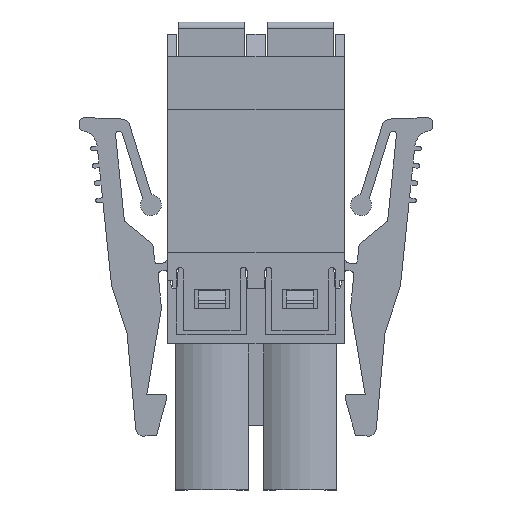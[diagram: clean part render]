
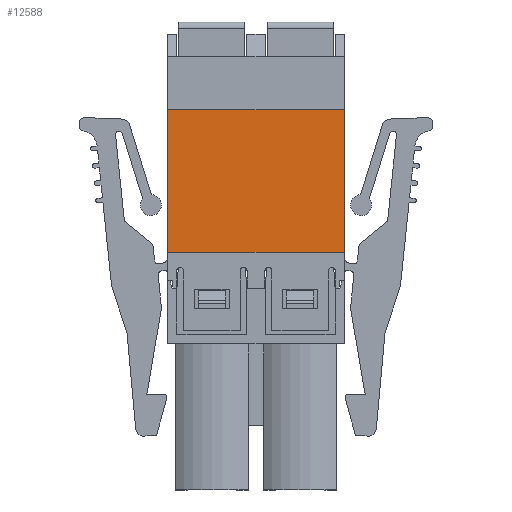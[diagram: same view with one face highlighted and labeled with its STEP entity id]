
A CAD part, front view. The second image highlights one B-rep face of the part: STEP entity #12588.
In plain terms, the highlighted planar face has unit normal (0, -1, 0).
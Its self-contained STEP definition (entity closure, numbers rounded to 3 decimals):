
#1076=ORIENTED_EDGE('',*,*,#4682,.T.);
#1077=ORIENTED_EDGE('',*,*,#4683,.F.);
#1078=ORIENTED_EDGE('',*,*,#4513,.F.);
#1079=ORIENTED_EDGE('',*,*,#4681,.T.);
#4513=EDGE_CURVE('',#6349,#6350,#7610,.T.);
#4681=EDGE_CURVE('',#6349,#6466,#7768,.T.);
#4682=EDGE_CURVE('',#6466,#6467,#7769,.T.);
#4683=EDGE_CURVE('',#6350,#6467,#7770,.T.);
#6349=VERTEX_POINT('',#18226);
#6350=VERTEX_POINT('',#18228);
#6466=VERTEX_POINT('',#18554);
#6467=VERTEX_POINT('',#18558);
#7610=LINE('',#18227,#9201);
#7768=LINE('',#18555,#9359);
#7769=LINE('',#18557,#9360);
#7770=LINE('',#18559,#9361);
#9201=VECTOR('',#14563,1000.);
#9359=VECTOR('',#14827,1000.);
#9360=VECTOR('',#14830,1000.);
#9361=VECTOR('',#14831,1000.);
#10639=EDGE_LOOP('',(#1076,#1077,#1078,#1079));
#11350=FACE_BOUND('',#10639,.T.);
#12044=PLANE('',#13348);
#12588=ADVANCED_FACE('',(#11350),#12044,.F.);
#13348=AXIS2_PLACEMENT_3D('',#18556,#14828,#14829);
#14563=DIRECTION('',(0.,0.,-1.));
#14827=DIRECTION('',(-1.,0.,0.));
#14828=DIRECTION('',(0.,1.,0.));
#14829=DIRECTION('',(0.,0.,1.));
#14830=DIRECTION('',(0.,0.,-1.));
#14831=DIRECTION('',(-1.,0.,0.));
#18226=CARTESIAN_POINT('',(5.08,-5.27,4.1));
#18227=CARTESIAN_POINT('',(5.08,-5.27,4.1));
#18228=CARTESIAN_POINT('',(5.08,-5.27,-4.1));
#18554=CARTESIAN_POINT('',(-5.08,-5.27,4.1));
#18555=CARTESIAN_POINT('',(5.08,-5.27,4.1));
#18556=CARTESIAN_POINT('',(5.08,-5.27,4.1));
#18557=CARTESIAN_POINT('',(-5.08,-5.27,4.1));
#18558=CARTESIAN_POINT('',(-5.08,-5.27,-4.1));
#18559=CARTESIAN_POINT('',(5.08,-5.27,-4.1));
